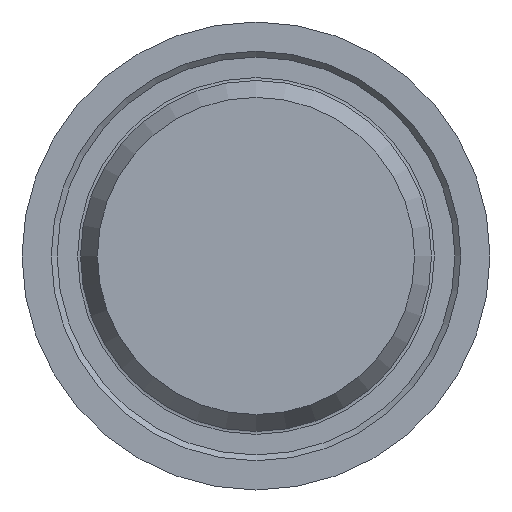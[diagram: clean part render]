
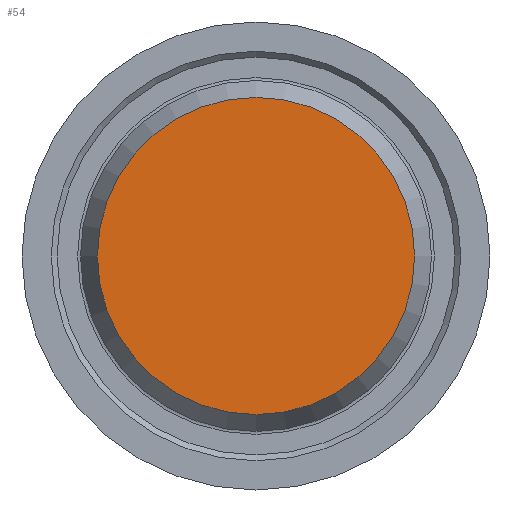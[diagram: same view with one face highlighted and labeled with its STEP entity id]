
A CAD part, front view. The second image highlights one B-rep face of the part: STEP entity #54.
In plain terms, the highlighted planar face has unit normal (0, -1, 0).
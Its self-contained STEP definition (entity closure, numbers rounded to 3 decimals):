
#54 = ADVANCED_FACE( '', ( #117 ), #118, .F. );
#117 = FACE_OUTER_BOUND( '', #187, .T. );
#118 = PLANE( '', #188 );
#187 = EDGE_LOOP( '', ( #265 ) );
#188 = AXIS2_PLACEMENT_3D( '', #266, #267, #268 );
#265 = ORIENTED_EDGE( '', *, *, #333, .T. );
#266 = CARTESIAN_POINT( '', ( 5.423, -12., 0. ) );
#267 = DIRECTION( '', ( 0., 1., 0. ) );
#268 = DIRECTION( '', ( -1., 0., 0. ) );
#333 = EDGE_CURVE( '', #374, #374, #375, .T. );
#374 = VERTEX_POINT( '', #420 );
#375 = CIRCLE( '', #421, 5.423 );
#420 = CARTESIAN_POINT( '', ( 5.423, -12., 0. ) );
#421 = AXIS2_PLACEMENT_3D( '', #468, #469, #470 );
#468 = CARTESIAN_POINT( '', ( 0., -12., 0. ) );
#469 = DIRECTION( '', ( 0., -1., 0. ) );
#470 = DIRECTION( '', ( 1., 0., 0. ) );
